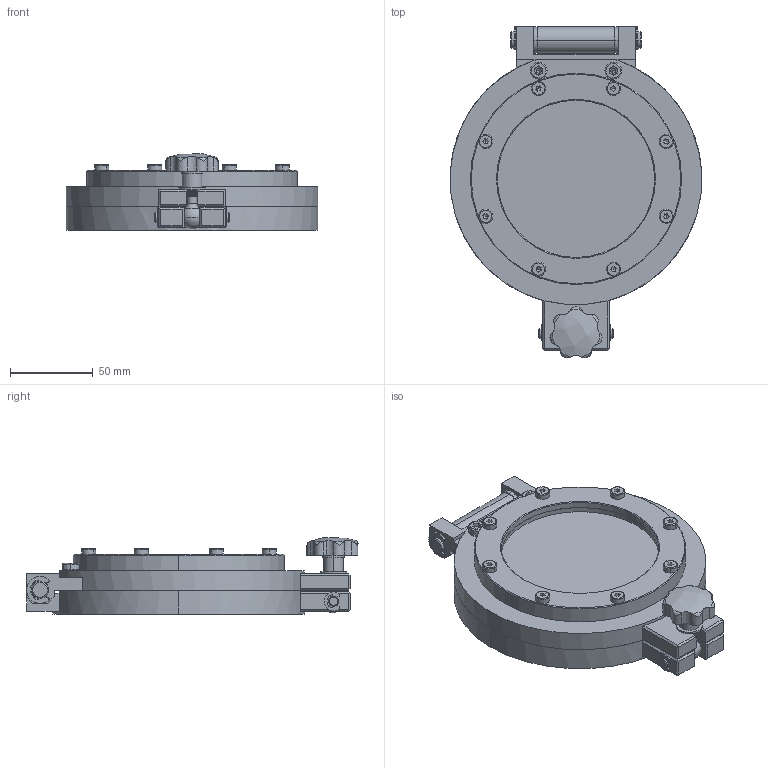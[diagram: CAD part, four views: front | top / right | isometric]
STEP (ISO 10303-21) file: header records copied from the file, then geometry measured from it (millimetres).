
FILE_DESCRIPTION (( 'STEP AP214' ), '1' );
FILE_NAME ('420KTU100-G.stp', '2017-05-15T07:38:15', ( '' ), ( '' ), 'SwSTEP 2.0', 'SolidWorks 2015', '' );
FILE_SCHEMA (( 'AUTOMOTIVE_DESIGN' ));
Length unit declared in the file: millimetre
Products named in the file (1): 420KTU100-G
Bounding box: 152 x 200.41 x 45.94 mm (x, y, z)
Volume: 395710 mm3; surface area: 147036.1 mm2
Topology: 24 solids, 24 shells, 937 faces, 2218 edges, 1361 vertices
Faces by surface type: cylinder 354, plane 341, cone 172, torus 60, bspline 8, sphere 2
Entity records: 38103 total; most frequent: CARTESIAN_POINT 5265, DIRECTION 5065, ORIENTED_EDGE 4350, EDGE_CURVE 2175, AXIS2_PLACEMENT_3D 1998, VERTEX_POINT 1358, EDGE_LOOP 1069, LINE 1069
